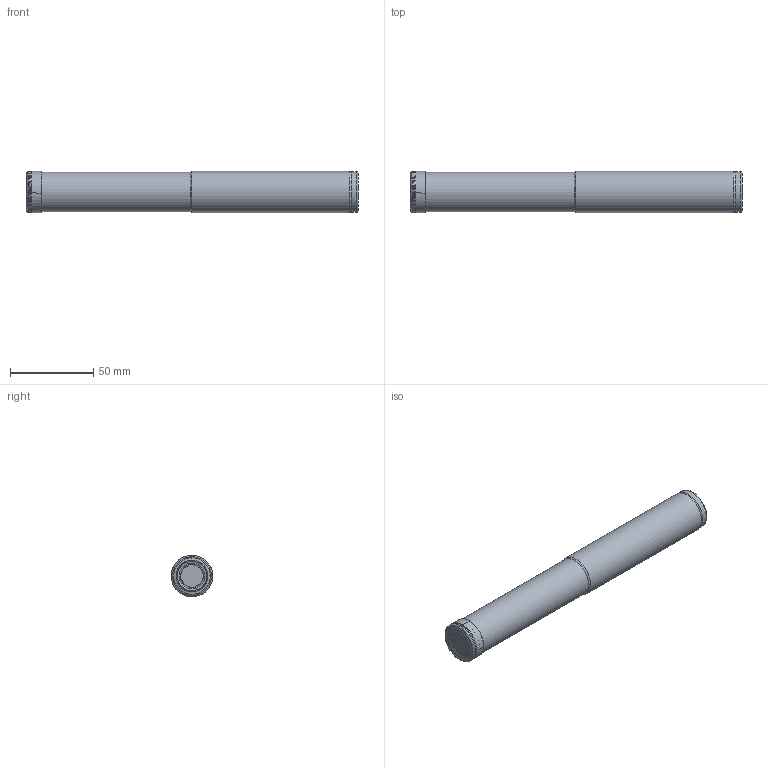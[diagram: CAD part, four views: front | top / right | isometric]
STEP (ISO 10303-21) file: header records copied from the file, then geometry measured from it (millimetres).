
FILE_DESCRIPTION(/* description */ (''),/* implementation_level */ '2;1');
FILE_NAME(/* name */ 'AHFM-EP1003-D25-C25-L200-Z04-H.stp',/* time_stamp */ '2023-10-30T17:24:18+03:00',/* author */ (''),/* organization */ (''),/* preprocessor_version */ 'ST-DEVELOPER v19.4',/* originating_system */ 'SIEMENS PLM Software NX2306.5001',/* authorisation */ '');
FILE_SCHEMA (('AUTOMOTIVE_DESIGN { 1 0 10303 214 3 1 1 1 }'));
Length unit declared in the file: millimetre
Products named in the file (1): AHFM-EP1003-D25-C25-L200-Z04-H-LIGHT_x_t_objects
Bounding box: 200 x 25 x 25 mm (x, y, z)
Volume: 96346.8 mm3; surface area: 17834.6 mm2
Topology: 2 solids, 2 shells, 61 faces, 119 edges, 60 vertices
Faces by surface type: bspline 48, revolution 4, cylinder 3, cone 3, plane 2, torus 1
Full cylindrical faces by diameter (mm): 23.8 x1, 24.5 x1, 25 x1
Entity records: 2074 total; most frequent: CARTESIAN_POINT 980, ORIENTED_EDGE 216, DIRECTION 212, EDGE_CURVE 108, AXIS2_PLACEMENT_3D 90, EDGE_LOOP 72, ADVANCED_FACE 61, VERTEX_POINT 60
